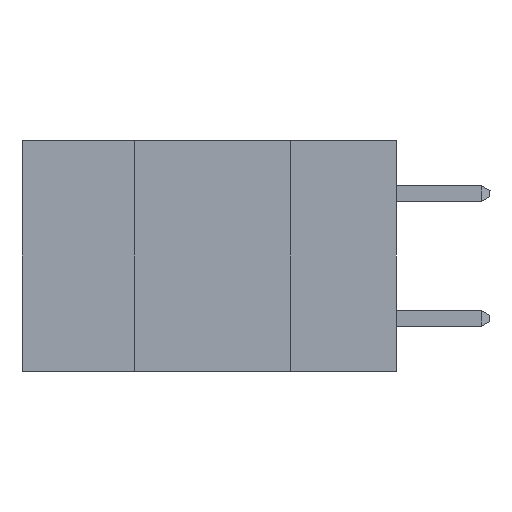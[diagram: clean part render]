
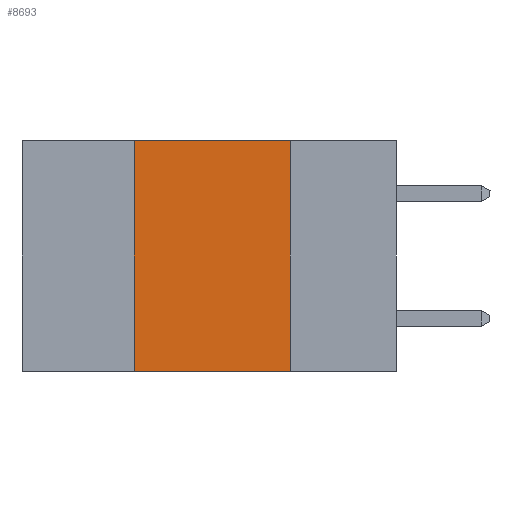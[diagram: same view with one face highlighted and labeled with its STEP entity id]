
A CAD part, left-side view. The second image highlights one B-rep face of the part: STEP entity #8693.
In plain terms, the highlighted planar face has unit normal (-1, 0, 0).
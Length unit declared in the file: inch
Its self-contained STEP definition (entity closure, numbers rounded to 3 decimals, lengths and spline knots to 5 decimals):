
#881 = CARTESIAN_POINT ( 'NONE',  ( 0., 0.6, 0. ) ) ;
#1121 = VERTEX_POINT ( 'NONE', #10078 ) ;
#1424 = EDGE_CURVE ( 'NONE', #4076, #1121, #15072, .T. ) ;
#1932 = CARTESIAN_POINT ( 'NONE',  ( 0., 0.17, 0. ) ) ;
#2083 = LINE ( 'NONE', #13385, #19358 ) ;
#2365 = AXIS2_PLACEMENT_3D ( 'NONE', #881, #4325, #16033 ) ;
#2863 = LINE ( 'NONE', #6620, #20098 ) ;
#3709 = EDGE_CURVE ( 'NONE', #4076, #19967, #2083, .T. ) ;
#4076 = VERTEX_POINT ( 'NONE', #9235 ) ;
#4325 = DIRECTION ( 'NONE',  ( 1., 0., 0. ) ) ;
#5014 = EDGE_LOOP ( 'NONE', ( #6118, #10569, #10602, #18490 ) ) ;
#5049 = VERTEX_POINT ( 'NONE', #1932 ) ;
#5935 = CARTESIAN_POINT ( 'NONE',  ( 0., 0.6, -0.37 ) ) ;
#5978 = DIRECTION ( 'NONE',  ( 0., -1., 0. ) ) ;
#6118 = ORIENTED_EDGE ( 'NONE', *, *, #9393, .F. ) ;
#6223 = VECTOR ( 'NONE', #5978, 39.37008 ) ;
#6269 = FACE_OUTER_BOUND ( 'NONE', #5014, .T. ) ;
#6620 = CARTESIAN_POINT ( 'NONE',  ( 0., 0.6, 0. ) ) ;
#6991 = EDGE_CURVE ( 'NONE', #19967, #5049, #2863, .T. ) ;
#7371 = CARTESIAN_POINT ( 'NONE',  ( 0., 0.42, 0. ) ) ;
#8693 = ADVANCED_FACE ( 'NONE', ( #6269 ), #14278, .F. ) ;
#9235 = CARTESIAN_POINT ( 'NONE',  ( 0., 0.42, -0.37 ) ) ;
#9393 = EDGE_CURVE ( 'NONE', #5049, #1121, #10405, .T. ) ;
#10078 = CARTESIAN_POINT ( 'NONE',  ( 0., 0.17, -0.37 ) ) ;
#10405 = LINE ( 'NONE', #20964, #19203 ) ;
#10569 = ORIENTED_EDGE ( 'NONE', *, *, #6991, .F. ) ;
#10602 = ORIENTED_EDGE ( 'NONE', *, *, #3709, .F. ) ;
#12741 = DIRECTION ( 'NONE',  ( 0., 0., -1. ) ) ;
#13385 = CARTESIAN_POINT ( 'NONE',  ( 0., 0.42, 0. ) ) ;
#14278 = PLANE ( 'NONE',  #2365 ) ;
#15072 = LINE ( 'NONE', #5935, #6223 ) ;
#16033 = DIRECTION ( 'NONE',  ( 0., 0., -1. ) ) ;
#18490 = ORIENTED_EDGE ( 'NONE', *, *, #1424, .T. ) ;
#19203 = VECTOR ( 'NONE', #12741, 39.37008 ) ;
#19358 = VECTOR ( 'NONE', #21594, 39.37008 ) ;
#19967 = VERTEX_POINT ( 'NONE', #7371 ) ;
#20098 = VECTOR ( 'NONE', #21529, 39.37008 ) ;
#20964 = CARTESIAN_POINT ( 'NONE',  ( 0., 0.17, 0. ) ) ;
#21529 = DIRECTION ( 'NONE',  ( 0., -1., 0. ) ) ;
#21594 = DIRECTION ( 'NONE',  ( 0., 0., 1. ) ) ;
